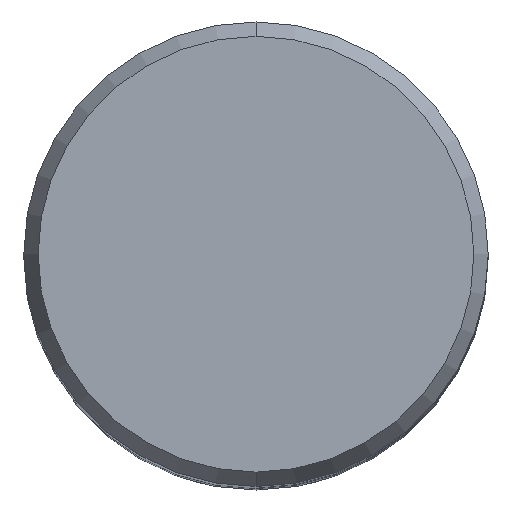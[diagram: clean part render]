
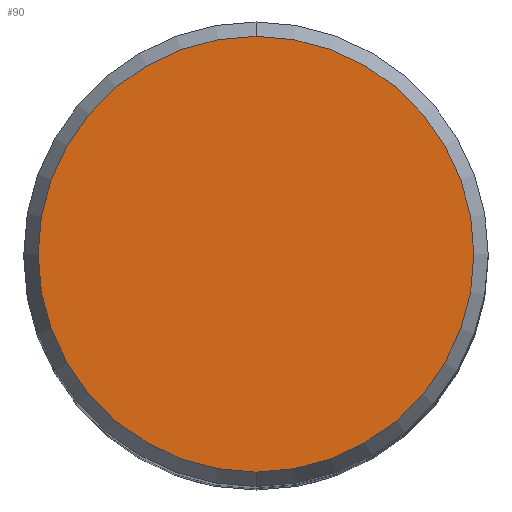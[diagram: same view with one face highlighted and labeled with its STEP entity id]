
A CAD part, top view. The second image highlights one B-rep face of the part: STEP entity #90.
In plain terms, the highlighted planar face has unit normal (0, 0, 1).
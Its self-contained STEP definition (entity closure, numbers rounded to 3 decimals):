
#90=ADVANCED_FACE('',(#216),#217,.T.);
#118=EDGE_CURVE('',#124,#132,#250,.T.);
#124=VERTEX_POINT('',#257);
#132=VERTEX_POINT('',#265);
#146=EDGE_CURVE('',#132,#124,#279,.T.);
#216=FACE_OUTER_BOUND('',#349,.T.);
#217=PLANE('',#350);
#250=CIRCLE('',#388,10.425);
#257=CARTESIAN_POINT('',(0.,-10.425,0.01));
#265=CARTESIAN_POINT('',(0.0,10.425,0.01));
#279=CIRCLE('',#425,10.425);
#349=EDGE_LOOP('',(#505,#506));
#350=AXIS2_PLACEMENT_3D('',#507,#508,#509);
#388=AXIS2_PLACEMENT_3D('',#559,#560,#561);
#425=AXIS2_PLACEMENT_3D('',#578,#579,#580);
#505=ORIENTED_EDGE('',*,*,#146,.F.);
#506=ORIENTED_EDGE('',*,*,#118,.F.);
#507=CARTESIAN_POINT('',(0.0,5.212,0.01));
#508=DIRECTION('',(-0.0,0.0,1.0));
#509=DIRECTION('',(0.0,-1.0,0.0));
#559=CARTESIAN_POINT('',(0.0,0.0,0.01));
#560=DIRECTION('',(0.0,0.0,-1.0));
#561=DIRECTION('',(0.0,1.0,0.0));
#578=CARTESIAN_POINT('',(0.0,0.0,0.01));
#579=DIRECTION('',(0.0,0.0,-1.0));
#580=DIRECTION('',(0.0,1.0,0.0));
